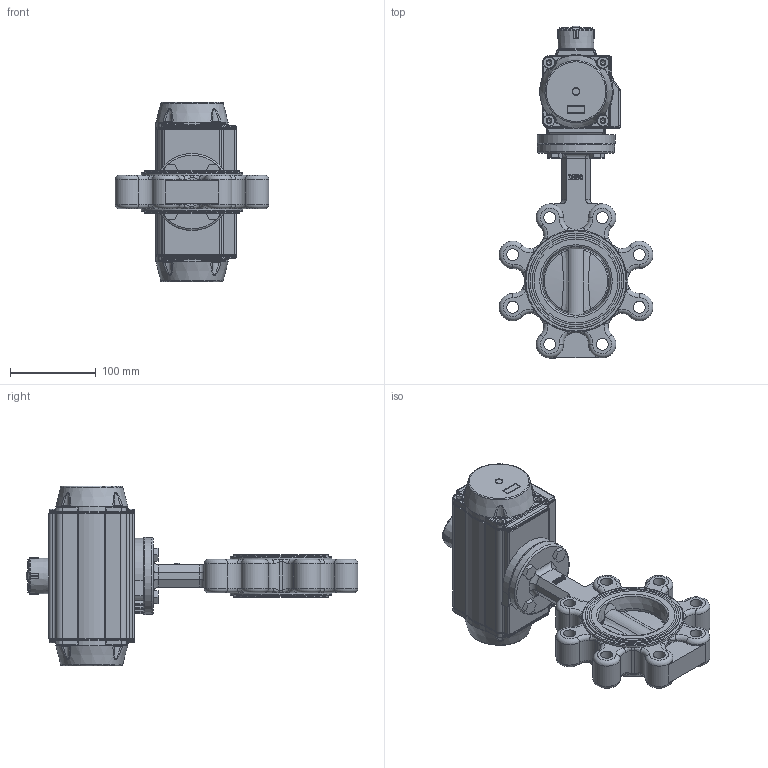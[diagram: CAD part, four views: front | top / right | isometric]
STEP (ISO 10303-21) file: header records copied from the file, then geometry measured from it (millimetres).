
FILE_DESCRIPTION(/* description */ ('Unknown'),/* implementation_level */ '2;1');
FILE_NAME(/* name */ 'PD04 5200_5210_5220-11',/* time_stamp */ '2025-04-03T09:51:22+02:00',/* author */ ('Unknown'),/* organization */ ('Unknown'),/* preprocessor_version */ 'ST-DEVELOPER v19.4',/* originating_system */ 'Solid Edge',/* authorisation */ 'Unknown');
FILE_SCHEMA (('AUTOMOTIVE_DESIGN {1 0 10303 214 3 1 1}'));
Products named in the file (20): PD04 5200_5210_5220-11; Raster DN040- DN150; LUG-DN80; DN80概极; seat; disc; shaft1; shaft2; bushing1; M10x30; PD04_PE03; vt75-2016-06-25; VTE75埴詰; vt75-2016-06-25  酘傷裔; huosai75; Welle; Optische Anzeige; ______; ________(___________; cup head nib bolts with large head gb_GB_FASTENER_BOLT_CHNBW M6X25-N
Assembly tree (27 placements, depth 4):
  PD04 5200_5210_5220-11
    Raster DN040- DN150
    LUG-DN80
      DN80概极
      seat
      disc
      shaft1
      shaft2
      bushing1  x2
    M10x30  x4
    PD04_PE03
      vt75-2016-06-25
      VTE75埴詰
      vt75-2016-06-25  酘傷裔
      huosai75  x2
      Welle
      Optische Anzeige
        ______
        ________(___________  x4
        cup head nib bolts with large head gb_GB_FASTENER_BOLT_CHNBW M6X25-N
Bounding box: 179.8 x 387.72 x 210 mm (x, y, z)
Volume: 1704136.2 mm3; surface area: 481721.7 mm2
Topology: 24 solids, 24 shells, 3292 faces, 8102 edges, 4960 vertices
Faces by surface type: plane 938, cylinder 891, bspline 740, torus 503, cone 179, sphere 41
Full cylindrical faces by diameter (mm): 3 x16, 3.3 x8, 4.134 x8, 4.66 x1, 4.917 x13, 5 x1, 5.5 x1, 6 x1, 6.2 x1, 6.647 x6, 6.8 x8, 8 x1, 10 x9, 11.445 x2, 12 x2, 12.6 x5, 12.75 x1, 12.83 x2, 13 x10, 14 x8, 16.2 x1, 16.4 x1, 17.45 x4, 17.53 x2, 18 x2, 18.7 x1, 20 x7, 21 x12, 21.8 x2, 23 x3
Entity records: 103537 total; most frequent: CARTESIAN_POINT 47728, ORIENTED_EDGE 11996, DIRECTION 9993, EDGE_CURVE 5998, AXIS2_PLACEMENT_3D 3948, VERTEX_POINT 3905, FACE_BOUND 3173, EDGE_LOOP 3155
